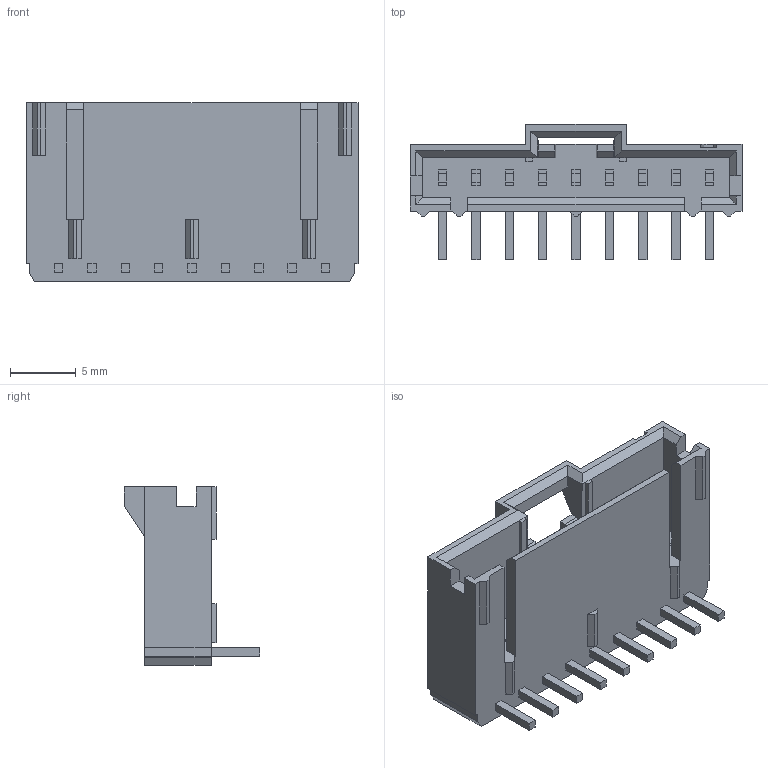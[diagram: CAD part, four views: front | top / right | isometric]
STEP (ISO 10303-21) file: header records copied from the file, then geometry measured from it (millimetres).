
FILE_DESCRIPTION((''),'2;1');
FILE_NAME('C-5-103635-8','2017-05-23T',('workeradm'),('Tyco Electronics Ltd.'),'CREO PARAMETRIC BY PTC INC, 2016050','CREO PARAMETRIC BY PTC INC, 2016050','');
FILE_SCHEMA(('AUTOMOTIVE_DESIGN { 1 0 10303 214 1 1 1 1 }'));
Length unit declared in the file: millimetre
Products named in the file (1): C-5-103635-8
Bounding box: 25.27 x 10.28 x 13.59 mm (x, y, z)
Volume: 1093.2 mm3; surface area: 1746.8 mm2
Topology: 1 solids, 1 shells, 223 faces, 600 edges, 396 vertices
Faces by surface type: plane 221, cylinder 2
Entity records: 7002 total; most frequent: CARTESIAN_POINT 1221, ORIENTED_EDGE 1200, DIRECTION 1050, EDGE_CURVE 600, VECTOR 596, LINE 596, VERTEX_POINT 396, EDGE_LOOP 242
